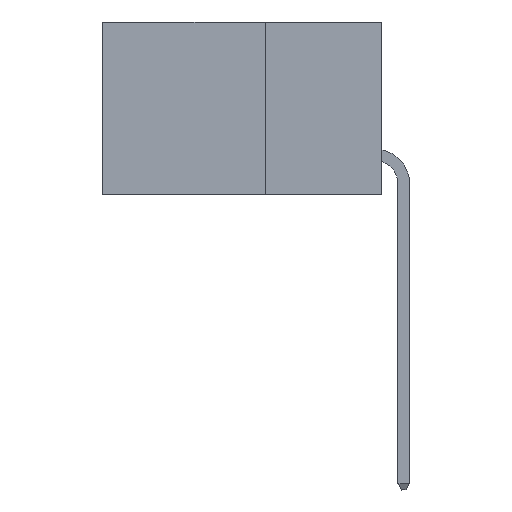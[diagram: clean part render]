
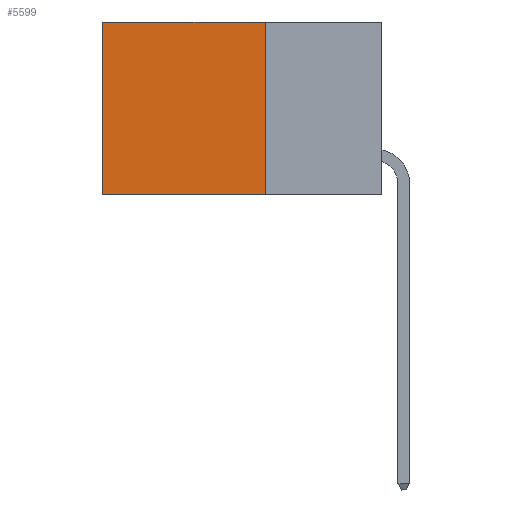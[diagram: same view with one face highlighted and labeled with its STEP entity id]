
A CAD part, left-side view. The second image highlights one B-rep face of the part: STEP entity #5599.
In plain terms, the highlighted planar face has unit normal (-1, 0, 0).
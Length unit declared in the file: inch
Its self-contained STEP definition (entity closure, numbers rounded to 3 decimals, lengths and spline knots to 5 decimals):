
#142 = LINE ( 'NONE', #17087, #38659 ) ;
#3735 = CARTESIAN_POINT ( 'NONE',  ( 0.2875, 0.6, 0. ) ) ;
#5599 = ADVANCED_FACE ( 'NONE', ( #14023 ), #43734, .F. ) ;
#7288 = CARTESIAN_POINT ( 'NONE',  ( 0.2875, 0.25, -0.37 ) ) ;
#10059 = VECTOR ( 'NONE', #21310, 39.37008 ) ;
#10372 = EDGE_CURVE ( 'NONE', #35112, #44139, #39122, .T. ) ;
#10548 = ORIENTED_EDGE ( 'NONE', *, *, #38569, .T. ) ;
#14023 = FACE_OUTER_BOUND ( 'NONE', #22200, .T. ) ;
#17087 = CARTESIAN_POINT ( 'NONE',  ( 0.2875, 0.25, -0.37 ) ) ;
#18102 = LINE ( 'NONE', #37238, #33842 ) ;
#20012 = LINE ( 'NONE', #47751, #10059 ) ;
#20705 = EDGE_CURVE ( 'NONE', #22993, #44139, #142, .T. ) ;
#21310 = DIRECTION ( 'NONE',  ( 0., 1., 0. ) ) ;
#21533 = DIRECTION ( 'NONE',  ( 0., 0., -1. ) ) ;
#21705 = CARTESIAN_POINT ( 'NONE',  ( 0.2875, 0.25, 0. ) ) ;
#22200 = EDGE_LOOP ( 'NONE', ( #35655, #38900, #26758, #10548 ) ) ;
#22396 = DIRECTION ( 'NONE',  ( 0., 0., -1. ) ) ;
#22993 = VERTEX_POINT ( 'NONE', #7288 ) ;
#24610 = DIRECTION ( 'NONE',  ( 0., 1., 0. ) ) ;
#24650 = DIRECTION ( 'NONE',  ( 1., 0., 0. ) ) ;
#26758 = ORIENTED_EDGE ( 'NONE', *, *, #31166, .F. ) ;
#29209 = VECTOR ( 'NONE', #22396, 39.37008 ) ;
#31166 = EDGE_CURVE ( 'NONE', #42255, #22993, #18102, .T. ) ;
#32409 = CARTESIAN_POINT ( 'NONE',  ( 0.2875, 0.6, 0. ) ) ;
#33842 = VECTOR ( 'NONE', #44756, 39.37008 ) ;
#35112 = VERTEX_POINT ( 'NONE', #32409 ) ;
#35655 = ORIENTED_EDGE ( 'NONE', *, *, #10372, .T. ) ;
#37238 = CARTESIAN_POINT ( 'NONE',  ( 0.2875, 0.25, 0. ) ) ;
#38569 = EDGE_CURVE ( 'NONE', #42255, #35112, #20012, .T. ) ;
#38659 = VECTOR ( 'NONE', #24610, 39.37008 ) ;
#38900 = ORIENTED_EDGE ( 'NONE', *, *, #20705, .F. ) ;
#39122 = LINE ( 'NONE', #3735, #29209 ) ;
#40357 = CARTESIAN_POINT ( 'NONE',  ( 0.2875, 0.25, 0. ) ) ;
#42255 = VERTEX_POINT ( 'NONE', #40357 ) ;
#43336 = CARTESIAN_POINT ( 'NONE',  ( 0.2875, 0.6, -0.37 ) ) ;
#43734 = PLANE ( 'NONE',  #45421 ) ;
#44139 = VERTEX_POINT ( 'NONE', #43336 ) ;
#44756 = DIRECTION ( 'NONE',  ( 0., 0., -1. ) ) ;
#45421 = AXIS2_PLACEMENT_3D ( 'NONE', #21705, #24650, #21533 ) ;
#47751 = CARTESIAN_POINT ( 'NONE',  ( 0.2875, 0.25, 0. ) ) ;
